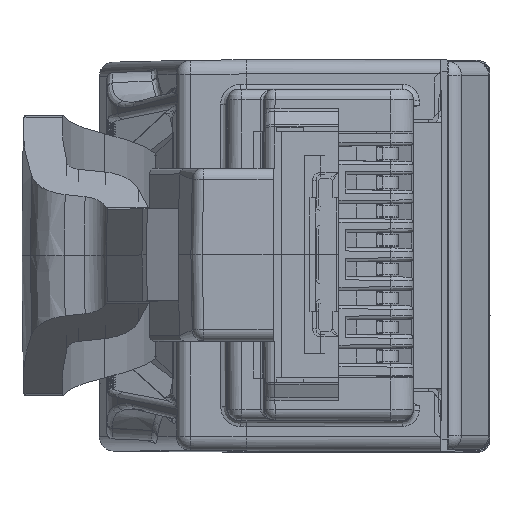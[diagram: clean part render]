
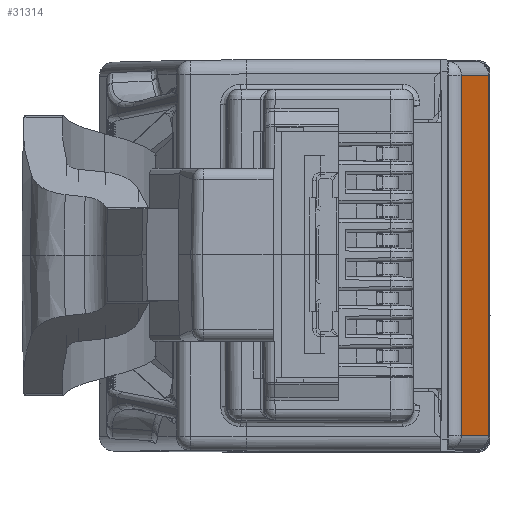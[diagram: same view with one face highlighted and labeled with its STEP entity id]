
A CAD part, top view. The second image highlights one B-rep face of the part: STEP entity #31314.
In plain terms, the highlighted planar face has unit normal (0.902, 0, 0.432).
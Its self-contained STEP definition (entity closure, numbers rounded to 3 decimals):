
#31306=AXIS2_PLACEMENT_3D('Plane Axis2P3D',#31303,#31304,#31305) ;
#26407=CARTESIAN_POINT('Vertex',(15.528,0.55,182.216)) ;
#26414=CARTESIAN_POINT('Vertex',(16.492,0.55,180.202)) ;
#26417=CARTESIAN_POINT('Line Origine',(26.9,0.55,158.483)) ;
#26456=CARTESIAN_POINT('Vertex',(15.528,13.25,182.216)) ;
#26459=CARTESIAN_POINT('Line Origine',(15.528,-17.809,182.216)) ;
#26492=CARTESIAN_POINT('Line Origine',(6.074,13.25,201.944)) ;
#26496=CARTESIAN_POINT('Vertex',(16.492,13.25,180.202)) ;
#26533=CARTESIAN_POINT('Line Origine',(16.492,31.609,180.202)) ;
#31303=CARTESIAN_POINT('Axis2P3D Location',(15.966,6.9,181.3)) ;
#26418=DIRECTION('Vector Direction',(-0.432,0.,0.902)) ;
#26460=DIRECTION('Vector Direction',(0.,1.,0.)) ;
#26493=DIRECTION('Vector Direction',(0.432,0.,-0.902)) ;
#26534=DIRECTION('Vector Direction',(0.,-1.,0.)) ;
#31304=DIRECTION('Axis2P3D Direction',(0.902,0.,0.432)) ;
#31305=DIRECTION('Axis2P3D XDirection',(0.432,0.,-0.902)) ;
#26419=VECTOR('Line Direction',#26418,1.) ;
#26461=VECTOR('Line Direction',#26460,1.) ;
#26494=VECTOR('Line Direction',#26493,1.) ;
#26535=VECTOR('Line Direction',#26534,1.) ;
#31309=ORIENTED_EDGE('',*,*,#26498,.F.) ;
#31310=ORIENTED_EDGE('',*,*,#26463,.F.) ;
#31311=ORIENTED_EDGE('',*,*,#26421,.F.) ;
#31312=ORIENTED_EDGE('',*,*,#26537,.F.) ;
#31314=ADVANCED_FACE('',(#31313),#31307,.T.) ;
#26421=EDGE_CURVE('',#26415,#26408,#26420,.T.) ;
#26463=EDGE_CURVE('',#26408,#26457,#26462,.T.) ;
#26498=EDGE_CURVE('',#26457,#26497,#26495,.T.) ;
#26537=EDGE_CURVE('',#26497,#26415,#26536,.T.) ;
#31308=EDGE_LOOP('',(#31309,#31310,#31311,#31312)) ;
#31313=FACE_OUTER_BOUND('',#31308,.T.) ;
#26420=LINE('Line',#26417,#26419) ;
#26462=LINE('Line',#26459,#26461) ;
#26495=LINE('Line',#26492,#26494) ;
#26536=LINE('Line',#26533,#26535) ;
#31307=PLANE('',#31306) ;
#26408=VERTEX_POINT('',#26407) ;
#26415=VERTEX_POINT('',#26414) ;
#26457=VERTEX_POINT('',#26456) ;
#26497=VERTEX_POINT('',#26496) ;
